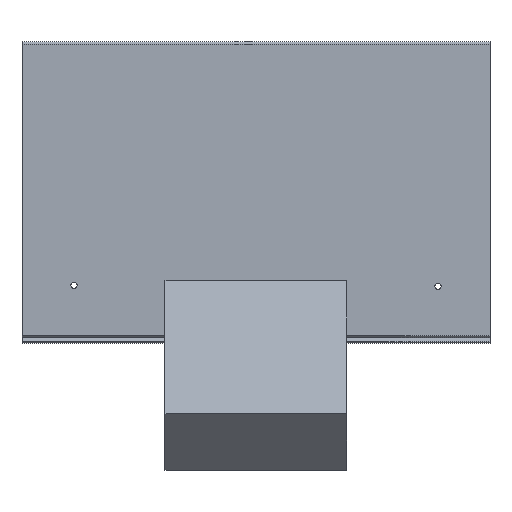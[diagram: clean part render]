
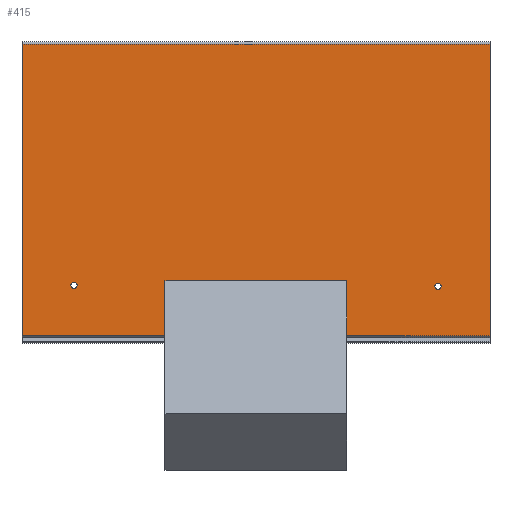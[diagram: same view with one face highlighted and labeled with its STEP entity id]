
A CAD part, top view. The second image highlights one B-rep face of the part: STEP entity #415.
In plain terms, the highlighted planar face has unit normal (0, 0, 1).
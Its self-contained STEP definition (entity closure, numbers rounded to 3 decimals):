
#23 = PLANE ( 'NONE',  #444 ) ;
#56 = DIRECTION ( 'NONE',  ( 0., 0., -1. ) ) ;
#63 = CIRCLE ( 'NONE', #141, 1.5 ) ;
#88 = VECTOR ( 'NONE', #234, 1000. ) ;
#106 = DIRECTION ( 'NONE',  ( -1., 0., 0. ) ) ;
#113 = ORIENTED_EDGE ( 'NONE', *, *, #154, .T. ) ;
#115 = LINE ( 'NONE', #519, #859 ) ;
#130 = CARTESIAN_POINT ( 'NONE',  ( -88.9, -47.204, 3.048 ) ) ;
#141 = AXIS2_PLACEMENT_3D ( 'NONE', #130, #286, #912 ) ;
#149 = CARTESIAN_POINT ( 'NONE',  ( 114.3, 70.572, 3.048 ) ) ;
#151 = VERTEX_POINT ( 'NONE', #149 ) ;
#154 = EDGE_CURVE ( 'NONE', #673, #512, #63, .T. ) ;
#159 = CARTESIAN_POINT ( 'NONE',  ( -114.3, -71.842, 3.048 ) ) ;
#172 = DIRECTION ( 'NONE',  ( 0., 0., 1. ) ) ;
#195 = VERTEX_POINT ( 'NONE', #715 ) ;
#200 = EDGE_LOOP ( 'NONE', ( #818, #488 ) ) ;
#206 = AXIS2_PLACEMENT_3D ( 'NONE', #473, #56, #478 ) ;
#215 = VERTEX_POINT ( 'NONE', #898 ) ;
#220 = EDGE_CURVE ( 'NONE', #195, #911, #849, .T. ) ;
#224 = EDGE_CURVE ( 'NONE', #305, #388, #765, .T. ) ;
#227 = AXIS2_PLACEMENT_3D ( 'NONE', #873, #753, #310 ) ;
#234 = DIRECTION ( 'NONE',  ( 1., 0., 0. ) ) ;
#247 = FACE_BOUND ( 'NONE', #264, .T. ) ;
#256 = VECTOR ( 'NONE', #831, 1000. ) ;
#264 = EDGE_LOOP ( 'NONE', ( #791, #113 ) ) ;
#271 = ORIENTED_EDGE ( 'NONE', *, *, #860, .T. ) ;
#286 = DIRECTION ( 'NONE',  ( 0., 0., -1. ) ) ;
#305 = VERTEX_POINT ( 'NONE', #335 ) ;
#307 = LINE ( 'NONE', #159, #88 ) ;
#310 = DIRECTION ( 'NONE',  ( 1., 0., 0. ) ) ;
#311 = CARTESIAN_POINT ( 'NONE',  ( 0., 0., 3.048 ) ) ;
#320 = CIRCLE ( 'NONE', #206, 1.5 ) ;
#334 = LINE ( 'NONE', #635, #796 ) ;
#335 = CARTESIAN_POINT ( 'NONE',  ( -114.3, -71.842, 3.048 ) ) ;
#346 = CARTESIAN_POINT ( 'NONE',  ( -114.3, -71.842, 3.048 ) ) ;
#365 = CARTESIAN_POINT ( 'NONE',  ( 88.9, -47.668, 3.048 ) ) ;
#375 = ORIENTED_EDGE ( 'NONE', *, *, #224, .F. ) ;
#381 = DIRECTION ( 'NONE',  ( 0., 1., 0. ) ) ;
#382 = CIRCLE ( 'NONE', #227, 1.5 ) ;
#385 = EDGE_CURVE ( 'NONE', #151, #388, #676, .T. ) ;
#388 = VERTEX_POINT ( 'NONE', #520 ) ;
#391 = CARTESIAN_POINT ( 'NONE',  ( 87.4, -47.668, 3.048 ) ) ;
#407 = CARTESIAN_POINT ( 'NONE',  ( -44.45, -71.842, 3.048 ) ) ;
#413 = DIRECTION ( 'NONE',  ( 0., 0., -1. ) ) ;
#415 = ADVANCED_FACE ( 'NONE', ( #247, #741, #589 ), #23, .T. ) ;
#423 = EDGE_CURVE ( 'NONE', #305, #829, #307, .T. ) ;
#444 = AXIS2_PLACEMENT_3D ( 'NONE', #311, #172, #797 ) ;
#473 = CARTESIAN_POINT ( 'NONE',  ( -88.9, -47.204, 3.048 ) ) ;
#478 = DIRECTION ( 'NONE',  ( 1., 0., 0. ) ) ;
#488 = ORIENTED_EDGE ( 'NONE', *, *, #492, .T. ) ;
#491 = ORIENTED_EDGE ( 'NONE', *, *, #220, .T. ) ;
#492 = EDGE_CURVE ( 'NONE', #215, #712, #799, .T. ) ;
#494 = VECTOR ( 'NONE', #106, 1000. ) ;
#495 = CARTESIAN_POINT ( 'NONE',  ( 114.3, -71.842, 3.048 ) ) ;
#512 = VERTEX_POINT ( 'NONE', #780 ) ;
#519 = CARTESIAN_POINT ( 'NONE',  ( 114.3, -71.842, 3.048 ) ) ;
#520 = CARTESIAN_POINT ( 'NONE',  ( -114.3, 70.572, 3.048 ) ) ;
#522 = CARTESIAN_POINT ( 'NONE',  ( -87.4, -47.204, 3.048 ) ) ;
#542 = VECTOR ( 'NONE', #893, 1000. ) ;
#567 = CARTESIAN_POINT ( 'NONE',  ( -114.3, -71.842, 3.048 ) ) ;
#589 = FACE_OUTER_BOUND ( 'NONE', #701, .T. ) ;
#635 = CARTESIAN_POINT ( 'NONE',  ( -114.3, -71.842, 3.048 ) ) ;
#672 = CARTESIAN_POINT ( 'NONE',  ( 0., 70.572, 3.048 ) ) ;
#673 = VERTEX_POINT ( 'NONE', #522 ) ;
#674 = EDGE_CURVE ( 'NONE', #712, #215, #382, .T. ) ;
#676 = LINE ( 'NONE', #672, #494 ) ;
#677 = ORIENTED_EDGE ( 'NONE', *, *, #385, .T. ) ;
#680 = EDGE_CURVE ( 'NONE', #911, #151, #115, .T. ) ;
#701 = EDGE_LOOP ( 'NONE', ( #910, #677, #375, #905, #271, #491 ) ) ;
#703 = DIRECTION ( 'NONE',  ( 1., 0., 0. ) ) ;
#712 = VERTEX_POINT ( 'NONE', #391 ) ;
#715 = CARTESIAN_POINT ( 'NONE',  ( 44.45, -71.842, 3.048 ) ) ;
#736 = AXIS2_PLACEMENT_3D ( 'NONE', #365, #413, #703 ) ;
#741 = FACE_BOUND ( 'NONE', #200, .T. ) ;
#753 = DIRECTION ( 'NONE',  ( 0., 0., -1. ) ) ;
#765 = LINE ( 'NONE', #346, #256 ) ;
#767 = DIRECTION ( 'NONE',  ( 1., 0., 0. ) ) ;
#780 = CARTESIAN_POINT ( 'NONE',  ( -90.4, -47.204, 3.048 ) ) ;
#791 = ORIENTED_EDGE ( 'NONE', *, *, #827, .T. ) ;
#796 = VECTOR ( 'NONE', #767, 1000. ) ;
#797 = DIRECTION ( 'NONE',  ( 1., 0., 0. ) ) ;
#799 = CIRCLE ( 'NONE', #736, 1.5 ) ;
#818 = ORIENTED_EDGE ( 'NONE', *, *, #674, .T. ) ;
#827 = EDGE_CURVE ( 'NONE', #512, #673, #320, .T. ) ;
#829 = VERTEX_POINT ( 'NONE', #407 ) ;
#831 = DIRECTION ( 'NONE',  ( 0., 1., 0. ) ) ;
#849 = LINE ( 'NONE', #567, #542 ) ;
#859 = VECTOR ( 'NONE', #381, 1000. ) ;
#860 = EDGE_CURVE ( 'NONE', #829, #195, #334, .T. ) ;
#873 = CARTESIAN_POINT ( 'NONE',  ( 88.9, -47.668, 3.048 ) ) ;
#893 = DIRECTION ( 'NONE',  ( 1., 0., 0. ) ) ;
#898 = CARTESIAN_POINT ( 'NONE',  ( 90.4, -47.668, 3.048 ) ) ;
#905 = ORIENTED_EDGE ( 'NONE', *, *, #423, .T. ) ;
#910 = ORIENTED_EDGE ( 'NONE', *, *, #680, .T. ) ;
#911 = VERTEX_POINT ( 'NONE', #495 ) ;
#912 = DIRECTION ( 'NONE',  ( 1., 0., 0. ) ) ;
